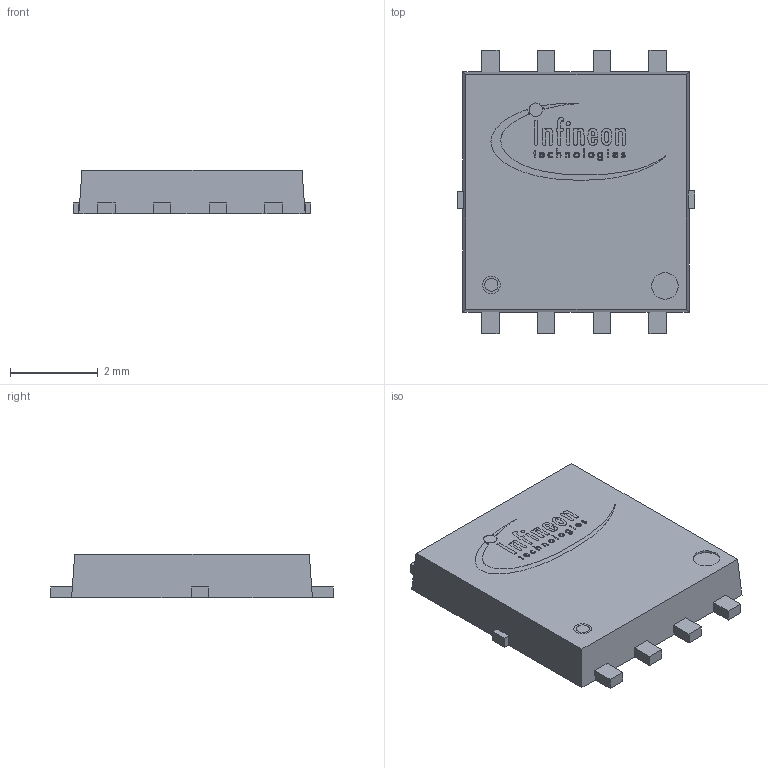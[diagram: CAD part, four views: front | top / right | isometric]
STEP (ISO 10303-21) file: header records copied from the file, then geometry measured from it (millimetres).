
FILE_DESCRIPTION(/* description */ (''),/* implementation_level */ '2;1');
FILE_NAME(/* name */ 'IAUC120N06S5N017ATMA1 PACKAGE V1.step',/* time_stamp */ '2022-08-22T02:17:12+02:00',/* author */ (''),/* organization */ (''),/* preprocessor_version */ 'ST-DEVELOPER v19',/* originating_system */ 'Autodesk Translation Framework v11.7.0.108',/* authorisation */ '');
FILE_SCHEMA (('AUTOMOTIVE_DESIGN { 1 0 10303 214 3 1 1 }'));
Length unit declared in the file: millimetre
Products named in the file (4): IAUC120N06S5N017ATMA1 PACKAGE V1; ALUMINIUM; pin1 ring; logo
Assembly tree (3 placements, depth 2):
  IAUC120N06S5N017ATMA1 PACKAGE V1
    ALUMINIUM
    pin1 ring
    logo
Bounding box: 5.41 x 6.44 x 1 mm (x, y, z)
Volume: 27.9 mm3; surface area: 138.5 mm2
Topology: 30 solids, 30 shells, 980 faces, 2655 edges, 1770 vertices
Faces by surface type: bspline 676, plane 299, cylinder 5
Full cylindrical faces by diameter (mm): 0.3 x2, 0.4 x2, 0.6 x1
Entity records: 32328 total; most frequent: CARTESIAN_POINT 14200, ORIENTED_EDGE 5310, EDGE_CURVE 2655, DIRECTION 1935, VERTEX_POINT 1770, LINE 1293, VECTOR 1293, EDGE_LOOP 1031
